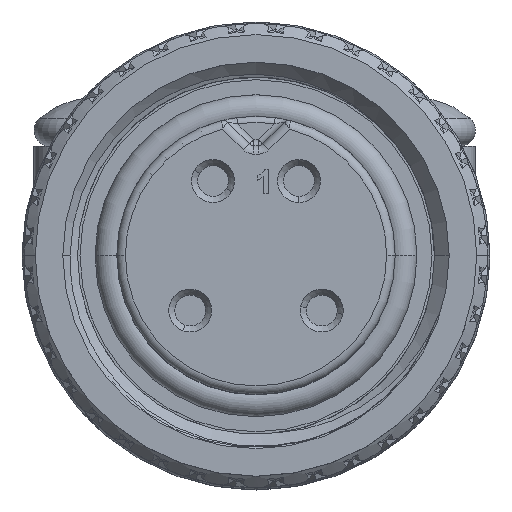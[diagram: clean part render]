
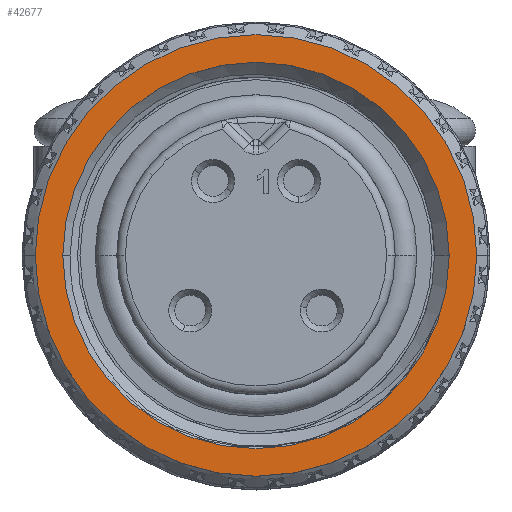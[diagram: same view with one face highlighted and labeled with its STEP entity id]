
A CAD part, top view. The second image highlights one B-rep face of the part: STEP entity #42677.
In plain terms, the highlighted planar face has unit normal (0, 0, 1).
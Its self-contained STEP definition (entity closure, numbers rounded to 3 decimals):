
#4552 = FACE_BOUND ( 'NONE', #102496, .T. ) ;
#6438 = EDGE_LOOP ( 'NONE', ( #55429, #26600 ) ) ;
#12427 = PLANE ( 'NONE',  #69895 ) ;
#17598 = DIRECTION ( 'NONE',  ( 0., 0., 1. ) ) ;
#18420 = AXIS2_PLACEMENT_3D ( 'NONE', #84144, #52176, #99888 ) ;
#20292 = CARTESIAN_POINT ( 'NONE',  ( 0., -8.001, -2.54 ) ) ;
#21197 = CARTESIAN_POINT ( 'NONE',  ( -9.144, 0., -2.54 ) ) ;
#24949 = ORIENTED_EDGE ( 'NONE', *, *, #68245, .F. ) ;
#26600 = ORIENTED_EDGE ( 'NONE', *, *, #75647, .T. ) ;
#31803 = DIRECTION ( 'NONE',  ( -1., 0., 0. ) ) ;
#32285 = DIRECTION ( 'NONE',  ( 0., 0., 1. ) ) ;
#33271 = VERTEX_POINT ( 'NONE', #69175 ) ;
#33346 = CARTESIAN_POINT ( 'NONE',  ( 0., 0., -2.54 ) ) ;
#33850 = CARTESIAN_POINT ( 'NONE',  ( 0., 0., -2.54 ) ) ;
#36510 = AXIS2_PLACEMENT_3D ( 'NONE', #33346, #17598, #49102 ) ;
#39679 = VERTEX_POINT ( 'NONE', #56051 ) ;
#42677 = ADVANCED_FACE ( 'NONE', ( #76393, #4552 ), #12427, .T. ) ;
#49102 = DIRECTION ( 'NONE',  ( -1., 0., 0. ) ) ;
#52176 = DIRECTION ( 'NONE',  ( 0., 0., 1. ) ) ;
#55429 = ORIENTED_EDGE ( 'NONE', *, *, #101156, .T. ) ;
#55878 = ORIENTED_EDGE ( 'NONE', *, *, #65137, .F. ) ;
#56051 = CARTESIAN_POINT ( 'NONE',  ( 8.001, 0., -2.54 ) ) ;
#56713 = AXIS2_PLACEMENT_3D ( 'NONE', #64801, #32285, #95783 ) ;
#56722 = CIRCLE ( 'NONE', #36510, 9.144 ) ;
#63681 = CIRCLE ( 'NONE', #18420, 9.144 ) ;
#64801 = CARTESIAN_POINT ( 'NONE',  ( 0., 0., -2.54 ) ) ;
#65137 = EDGE_CURVE ( 'NONE', #39679, #103316, #93537, .T. ) ;
#68245 = EDGE_CURVE ( 'NONE', #103316, #39679, #73540, .T. ) ;
#69175 = CARTESIAN_POINT ( 'NONE',  ( 9.144, 0., -2.54 ) ) ;
#69895 = AXIS2_PLACEMENT_3D ( 'NONE', #20292, #76915, #92161 ) ;
#70352 = CARTESIAN_POINT ( 'NONE',  ( -8.001, 0., -2.54 ) ) ;
#73540 = CIRCLE ( 'NONE', #80247, 8.001 ) ;
#75647 = EDGE_CURVE ( 'NONE', #33271, #89097, #63681, .T. ) ;
#76393 = FACE_OUTER_BOUND ( 'NONE', #6438, .T. ) ;
#76915 = DIRECTION ( 'NONE',  ( 0., 0., 1. ) ) ;
#80247 = AXIS2_PLACEMENT_3D ( 'NONE', #33850, #103675, #31803 ) ;
#84144 = CARTESIAN_POINT ( 'NONE',  ( 0., 0., -2.54 ) ) ;
#89097 = VERTEX_POINT ( 'NONE', #21197 ) ;
#92161 = DIRECTION ( 'NONE',  ( -1., 0., 0. ) ) ;
#93537 = CIRCLE ( 'NONE', #56713, 8.001 ) ;
#95783 = DIRECTION ( 'NONE',  ( -1., 0., 0. ) ) ;
#99888 = DIRECTION ( 'NONE',  ( -1., 0., 0. ) ) ;
#101156 = EDGE_CURVE ( 'NONE', #89097, #33271, #56722, .T. ) ;
#102496 = EDGE_LOOP ( 'NONE', ( #24949, #55878 ) ) ;
#103316 = VERTEX_POINT ( 'NONE', #70352 ) ;
#103675 = DIRECTION ( 'NONE',  ( 0., 0., 1. ) ) ;
